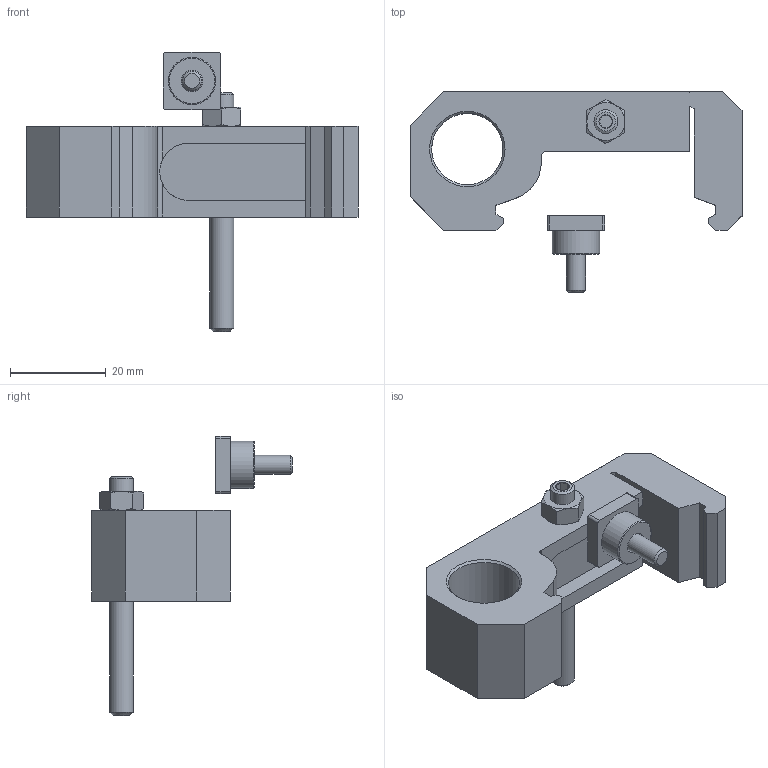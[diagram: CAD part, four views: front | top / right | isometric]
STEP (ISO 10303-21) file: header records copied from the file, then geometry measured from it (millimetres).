
FILE_DESCRIPTION(/* description */ ('STEP AP214'),/* implementation_level */ '2;1');
FILE_NAME(/* name */ '158908_KYP-25',/* time_stamp */ '2024-08-29T19:45:58+02:00',/* author */ ('License CC BY-ND 4.0'),/* organization */ ('CADENAS'),/* preprocessor_version */ 'ST-DEVELOPER v19.3',/* originating_system */ 'PARTsolutions',/* authorisation */ ' ');
FILE_SCHEMA (('AUTOMOTIVE_DESIGN {1 0 10303 214 3 1 1}'));
Length unit declared in the file: millimetre
Products named in the file (6): 158908 KYP-25; 158908 KYP-25---(part); DIN-913 - M5x50; DIN 934 - M5(F); 345274 KYP-32/40; Senkschraube DIN 7991 M4x16
Assembly tree (5 placements, depth 2):
  158908 KYP-25
    158908 KYP-25---(part)
    DIN-913 - M5x50
    DIN 934 - M5(F)
    345274 KYP-32/40
    Senkschraube DIN 7991 M4x16
Bounding box: 69.5 x 42 x 58.5 mm (x, y, z)
Volume: 22424.5 mm3; surface area: 10030.7 mm2
Topology: 5 solids, 5 shells, 109 faces, 263 edges, 166 vertices
Faces by surface type: plane 70, cone 21, cylinder 16, torus 2
Full cylindrical faces by diameter (mm): 4 x1, 4.134 x2, 4.5 x1, 5 x1, 8 x1, 9.9 x1, 14.917 x1
Entity records: 3146 total; most frequent: CARTESIAN_POINT 598, DIRECTION 494, ORIENTED_EDGE 458, EDGE_CURVE 229, AXIS2_PLACEMENT_3D 175, VERTEX_POINT 158, FACE_BOUND 145, LINE 144
